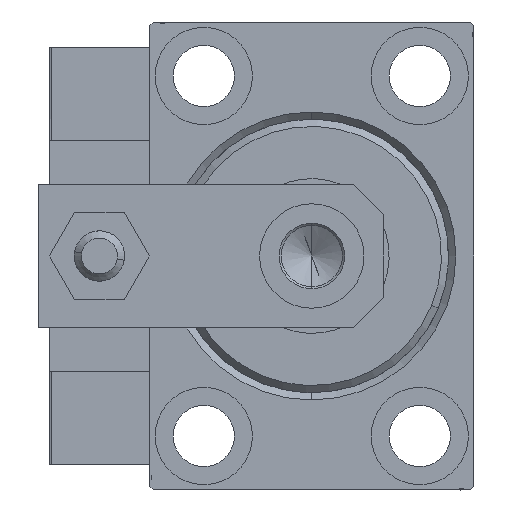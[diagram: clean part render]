
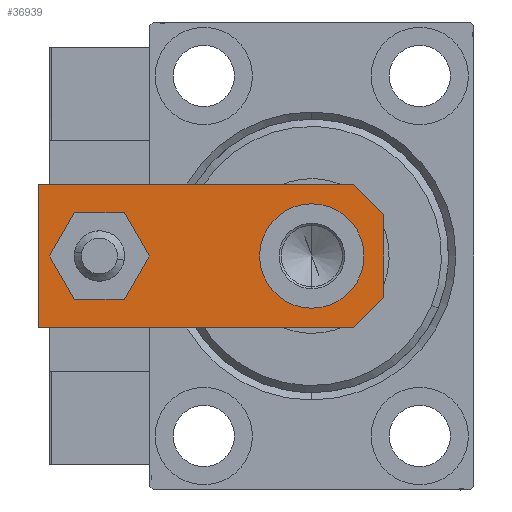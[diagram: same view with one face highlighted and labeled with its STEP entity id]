
A CAD part, left-side view. The second image highlights one B-rep face of the part: STEP entity #36939.
In plain terms, the highlighted face is planar.
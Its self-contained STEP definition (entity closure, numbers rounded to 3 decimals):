
#1784 = DIRECTION ( 'NONE',  ( 0.707, -0.707, 0. ) ) ;
#2515 = VERTEX_POINT ( 'NONE', #7744 ) ;
#3100 = VERTEX_POINT ( 'NONE', #42003 ) ;
#4384 = CARTESIAN_POINT ( 'NONE',  ( 0., 39.5, 6. ) ) ;
#4654 = DIRECTION ( 'NONE',  ( 0., 1., 0. ) ) ;
#4909 = AXIS2_PLACEMENT_3D ( 'NONE', #20668, #36189, #47883 ) ;
#5004 = ORIENTED_EDGE ( 'NONE', *, *, #43263, .T. ) ;
#6348 = CARTESIAN_POINT ( 'NONE',  ( -10., 0., 6. ) ) ;
#6387 = EDGE_LOOP ( 'NONE', ( #47177, #14228 ) ) ;
#7232 = ORIENTED_EDGE ( 'NONE', *, *, #29868, .T. ) ;
#7744 = CARTESIAN_POINT ( 'NONE',  ( 10., 48., 6. ) ) ;
#8872 = VECTOR ( 'NONE', #21908, 1000. ) ;
#9187 = CIRCLE ( 'NONE', #18967, 7.25 ) ;
#9446 = VERTEX_POINT ( 'NONE', #11622 ) ;
#9767 = DIRECTION ( 'NONE',  ( 1., 0., 0. ) ) ;
#9970 = CIRCLE ( 'NONE', #17320, 4. ) ;
#10494 = ORIENTED_EDGE ( 'NONE', *, *, #34936, .T. ) ;
#11622 = CARTESIAN_POINT ( 'NONE',  ( -5.76, 0., 6. ) ) ;
#11809 = CARTESIAN_POINT ( 'NONE',  ( -7.25, 10., 6. ) ) ;
#11991 = VECTOR ( 'NONE', #37708, 1000. ) ;
#12588 = LINE ( 'NONE', #18369, #11991 ) ;
#13058 = AXIS2_PLACEMENT_3D ( 'NONE', #17416, #24119, #9767 ) ;
#13875 = DIRECTION ( 'NONE',  ( -1., 0., 0. ) ) ;
#13893 = CIRCLE ( 'NONE', #44789, 4. ) ;
#13957 = ORIENTED_EDGE ( 'NONE', *, *, #35451, .T. ) ;
#14228 = ORIENTED_EDGE ( 'NONE', *, *, #36463, .F. ) ;
#14704 = CIRCLE ( 'NONE', #4909, 7.25 ) ;
#15725 = VECTOR ( 'NONE', #13875, 1000. ) ;
#16223 = FACE_BOUND ( 'NONE', #6387, .T. ) ;
#17089 = VECTOR ( 'NONE', #4654, 1000. ) ;
#17114 = VERTEX_POINT ( 'NONE', #25843 ) ;
#17320 = AXIS2_PLACEMENT_3D ( 'NONE', #33612, #25489, #25239 ) ;
#17416 = CARTESIAN_POINT ( 'NONE',  ( 0., 0., 6. ) ) ;
#17947 = EDGE_CURVE ( 'NONE', #17114, #30689, #9970, .T. ) ;
#18369 = CARTESIAN_POINT ( 'NONE',  ( -10., 48., 6. ) ) ;
#18770 = CARTESIAN_POINT ( 'NONE',  ( 2.88, -2.88, 6. ) ) ;
#18967 = AXIS2_PLACEMENT_3D ( 'NONE', #49319, #34047, #37367 ) ;
#19798 = CARTESIAN_POINT ( 'NONE',  ( 7.25, 10., 6. ) ) ;
#20459 = LINE ( 'NONE', #40299, #17089 ) ;
#20668 = CARTESIAN_POINT ( 'NONE',  ( 0., 10., 6. ) ) ;
#21152 = VERTEX_POINT ( 'NONE', #35167 ) ;
#21169 = VECTOR ( 'NONE', #1784, 1000. ) ;
#21908 = DIRECTION ( 'NONE',  ( 1., 0., 0. ) ) ;
#22192 = VECTOR ( 'NONE', #46749, 1000. ) ;
#22615 = EDGE_CURVE ( 'NONE', #28412, #35790, #9187, .T. ) ;
#23231 = EDGE_LOOP ( 'NONE', ( #45943, #10494, #7232, #29773, #13957, #5004 ) ) ;
#24119 = DIRECTION ( 'NONE',  ( 0., 0., 1. ) ) ;
#24307 = CARTESIAN_POINT ( 'NONE',  ( 4., 39.5, 6. ) ) ;
#24591 = EDGE_CURVE ( 'NONE', #27209, #34074, #12588, .T. ) ;
#25239 = DIRECTION ( 'NONE',  ( 1., 0., 0. ) ) ;
#25489 = DIRECTION ( 'NONE',  ( 0., 0., 1. ) ) ;
#25730 = LINE ( 'NONE', #6348, #8872 ) ;
#25843 = CARTESIAN_POINT ( 'NONE',  ( -4., 39.5, 6. ) ) ;
#27209 = VERTEX_POINT ( 'NONE', #33556 ) ;
#28412 = VERTEX_POINT ( 'NONE', #11809 ) ;
#29295 = CARTESIAN_POINT ( 'NONE',  ( -2.88, -2.88, 6. ) ) ;
#29773 = ORIENTED_EDGE ( 'NONE', *, *, #45047, .T. ) ;
#29868 = EDGE_CURVE ( 'NONE', #9446, #21152, #25730, .T. ) ;
#30166 = CARTESIAN_POINT ( 'NONE',  ( 10., 48., 6. ) ) ;
#30689 = VERTEX_POINT ( 'NONE', #24307 ) ;
#31245 = CARTESIAN_POINT ( 'NONE',  ( -10., 4.24, 6. ) ) ;
#33556 = CARTESIAN_POINT ( 'NONE',  ( -10., 48., 6. ) ) ;
#33612 = CARTESIAN_POINT ( 'NONE',  ( 0., 39.5, 6. ) ) ;
#34047 = DIRECTION ( 'NONE',  ( 0., 0., 1. ) ) ;
#34074 = VERTEX_POINT ( 'NONE', #31245 ) ;
#34936 = EDGE_CURVE ( 'NONE', #34074, #9446, #44571, .T. ) ;
#35167 = CARTESIAN_POINT ( 'NONE',  ( 5.76, 0., 6. ) ) ;
#35451 = EDGE_CURVE ( 'NONE', #3100, #2515, #20459, .T. ) ;
#35790 = VERTEX_POINT ( 'NONE', #19798 ) ;
#35816 = FACE_BOUND ( 'NONE', #47805, .T. ) ;
#36189 = DIRECTION ( 'NONE',  ( 0., 0., 1. ) ) ;
#36463 = EDGE_CURVE ( 'NONE', #35790, #28412, #14704, .T. ) ;
#36939 = ADVANCED_FACE ( 'NONE', ( #35816, #43459, #16223 ), #44900, .T. ) ;
#37167 = EDGE_CURVE ( 'NONE', #30689, #17114, #13893, .T. ) ;
#37367 = DIRECTION ( 'NONE',  ( 1., 0., 0. ) ) ;
#37393 = ORIENTED_EDGE ( 'NONE', *, *, #37167, .F. ) ;
#37708 = DIRECTION ( 'NONE',  ( 0., -1., 0. ) ) ;
#37802 = LINE ( 'NONE', #30166, #15725 ) ;
#39036 = DIRECTION ( 'NONE',  ( 0., 0., 1. ) ) ;
#40299 = CARTESIAN_POINT ( 'NONE',  ( 10., 0., 6. ) ) ;
#42003 = CARTESIAN_POINT ( 'NONE',  ( 10., 4.24, 6. ) ) ;
#42346 = DIRECTION ( 'NONE',  ( 1., 0., 0. ) ) ;
#43263 = EDGE_CURVE ( 'NONE', #2515, #27209, #37802, .T. ) ;
#43459 = FACE_OUTER_BOUND ( 'NONE', #23231, .T. ) ;
#44571 = LINE ( 'NONE', #29295, #21169 ) ;
#44789 = AXIS2_PLACEMENT_3D ( 'NONE', #4384, #39036, #42346 ) ;
#44900 = PLANE ( 'NONE',  #13058 ) ;
#45047 = EDGE_CURVE ( 'NONE', #21152, #3100, #50073, .T. ) ;
#45943 = ORIENTED_EDGE ( 'NONE', *, *, #24591, .T. ) ;
#46749 = DIRECTION ( 'NONE',  ( 0.707, 0.707, 0. ) ) ;
#47177 = ORIENTED_EDGE ( 'NONE', *, *, #22615, .F. ) ;
#47805 = EDGE_LOOP ( 'NONE', ( #49519, #37393 ) ) ;
#47883 = DIRECTION ( 'NONE',  ( 1., 0., 0. ) ) ;
#49319 = CARTESIAN_POINT ( 'NONE',  ( 0., 10., 6. ) ) ;
#49519 = ORIENTED_EDGE ( 'NONE', *, *, #17947, .F. ) ;
#50073 = LINE ( 'NONE', #18770, #22192 ) ;
